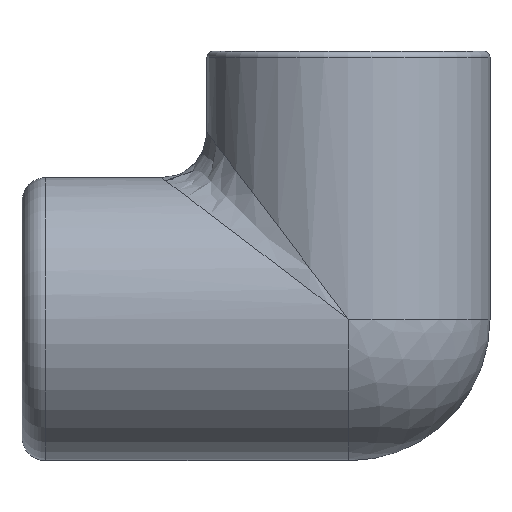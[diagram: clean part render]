
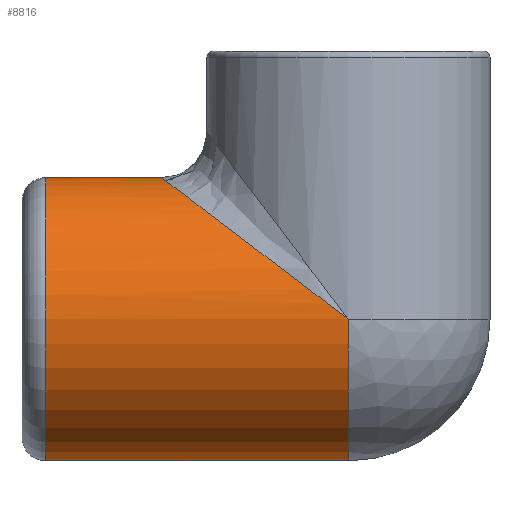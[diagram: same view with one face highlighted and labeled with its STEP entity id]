
A CAD part, left-side view. The second image highlights one B-rep face of the part: STEP entity #8816.
In plain terms, the highlighted cylindrical face has radius 19.05 mm (diameter 38.1 mm), a full revolution.
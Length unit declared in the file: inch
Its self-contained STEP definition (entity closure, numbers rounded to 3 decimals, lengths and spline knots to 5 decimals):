
#18=ELLIPSE('',#9448,1.24201,0.75);
#19=ELLIPSE('',#9450,1.24201,0.75);
#386=CYLINDRICAL_SURFACE('',#9447,0.75);
#979=LINE('',#13499,#1912);
#1912=VECTOR('',#10471,0.75);
#2641=FACE_OUTER_BOUND('',#3175,.T.);
#3175=EDGE_LOOP('',(#6611,#6612,#6613,#6614,#6615,#6616,#6617,#6618));
#3761=CIRCLE('',#9444,0.75);
#3762=CIRCLE('',#9445,0.75);
#3764=CIRCLE('',#9449,0.75);
#3765=CIRCLE('',#9451,0.75);
#4262=VERTEX_POINT('',#13475);
#4268=VERTEX_POINT('',#13491);
#4269=VERTEX_POINT('',#13493);
#4270=VERTEX_POINT('',#13498);
#4271=VERTEX_POINT('',#13501);
#4272=VERTEX_POINT('',#13503);
#5186=EDGE_CURVE('',#4268,#4269,#3761,.T.);
#5187=EDGE_CURVE('',#4269,#4268,#3762,.T.);
#5189=EDGE_CURVE('',#4269,#4270,#979,.T.);
#5190=EDGE_CURVE('',#4262,#4270,#18,.T.);
#5191=EDGE_CURVE('',#4262,#4271,#3764,.T.);
#5192=EDGE_CURVE('',#4272,#4271,#19,.T.);
#5193=EDGE_CURVE('',#4270,#4272,#3765,.T.);
#6611=ORIENTED_EDGE('',*,*,#5187,.F.);
#6612=ORIENTED_EDGE('',*,*,#5189,.T.);
#6613=ORIENTED_EDGE('',*,*,#5190,.F.);
#6614=ORIENTED_EDGE('',*,*,#5191,.T.);
#6615=ORIENTED_EDGE('',*,*,#5192,.F.);
#6616=ORIENTED_EDGE('',*,*,#5193,.F.);
#6617=ORIENTED_EDGE('',*,*,#5189,.F.);
#6618=ORIENTED_EDGE('',*,*,#5186,.F.);
#8816=ADVANCED_FACE('',(#2641),#386,.T.);
#9444=AXIS2_PLACEMENT_3D('',#13494,#10463,#10464);
#9445=AXIS2_PLACEMENT_3D('',#13495,#10465,#10466);
#9447=AXIS2_PLACEMENT_3D('',#13497,#10469,#10470);
#9448=AXIS2_PLACEMENT_3D('',#13500,#10472,#10473);
#9449=AXIS2_PLACEMENT_3D('',#13502,#10474,#10475);
#9450=AXIS2_PLACEMENT_3D('',#13504,#10476,#10477);
#9451=AXIS2_PLACEMENT_3D('',#13505,#10478,#10479);
#10463=DIRECTION('center_axis',(0.,1.,0.));
#10464=DIRECTION('ref_axis',(-1.,0.,0.));
#10465=DIRECTION('center_axis',(0.,1.,0.));
#10466=DIRECTION('ref_axis',(-1.,0.,0.));
#10469=DIRECTION('center_axis',(0.,1.,0.));
#10470=DIRECTION('ref_axis',(-1.,0.,0.));
#10471=DIRECTION('',(0.,-1.,0.));
#10472=DIRECTION('center_axis',(0.797,-0.604,0.));
#10473=DIRECTION('ref_axis',(0.604,0.797,0.));
#10474=DIRECTION('center_axis',(0.,1.,0.));
#10475=DIRECTION('ref_axis',(-1.,0.,0.));
#10476=DIRECTION('center_axis',(0.,-0.604,
0.797));
#10477=DIRECTION('ref_axis',(0.,0.797,0.604));
#10478=DIRECTION('center_axis',(0.,-1.,0.));
#10479=DIRECTION('ref_axis',(0.707,0.,0.707));
#13475=CARTESIAN_POINT('',(0.,0.,0.));
#13491=CARTESIAN_POINT('',(0.,1.605,0.));
#13493=CARTESIAN_POINT('',(0.75,1.605,0.75));
#13494=CARTESIAN_POINT('Origin',(0.,1.605,0.75));
#13495=CARTESIAN_POINT('Origin',(0.,1.605,0.75));
#13497=CARTESIAN_POINT('Origin',(0.,0.,0.75));
#13498=CARTESIAN_POINT('',(0.75,0.99,0.75));
#13499=CARTESIAN_POINT('',(0.75,0.,0.75));
#13500=CARTESIAN_POINT('Origin',(0.,0.,0.75));
#13501=CARTESIAN_POINT('',(-0.75,0.,0.75));
#13502=CARTESIAN_POINT('Origin',(0.,0.,0.75));
#13503=CARTESIAN_POINT('',(0.,0.99,1.5));
#13504=CARTESIAN_POINT('Origin',(0.,0.,0.75));
#13505=CARTESIAN_POINT('Origin',(0.,0.99,0.75));
